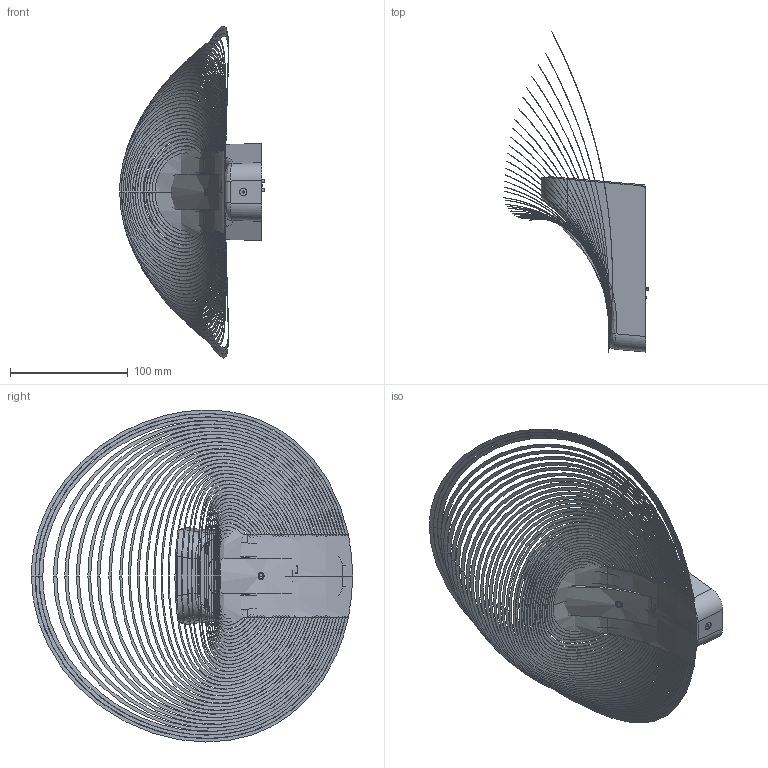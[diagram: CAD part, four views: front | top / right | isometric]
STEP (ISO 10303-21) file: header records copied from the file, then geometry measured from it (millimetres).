
FILE_DESCRIPTION((''),'2;1');
FILE_NAME('D8201100_ASSIEME_ASM','2024-09-03T17:09:15',('GabrieleColombo'),(''),'CREO PARAMETRIC BY PTC INC, 2023494','CREO PARAMETRIC BY PTC INC, 2023494','');
FILE_SCHEMA(('CONFIG_CONTROL_DESIGN'));
Products named in the file (38): D8207100_CORPO-LAMPADA; 01TYA59Y05-1; 01TYA59Y05-2; BJB_HOLDER_47_319_2013_ASM; TAPE-TERMICO-2024; LED_SLM_1208_L15_2024_G7_927; VITE_TCC_M3X6_ZINC; D8207101_STAFFA-NEW; OCCH_M3_FAST_GV_50; ROND_DENT_M3_ZINC; VITE_TCTT_M3X6_ZINC; D8207108_ISOLATORE; MORSETTIERA_PA35_3P; 860100505313_VITE-TCC_M2_5X12; PASSACAVO-STEAB-6203-10; FAST_63_GV_400_UL; VITE_TCC_M3X30_ZINC; D8206101_STAFFA-DRIVER_ASM; D8207103_VETRO-COPERTURA; DIST_ESA_M3X5_MF; D8207105_COPERTURA_MET-2; ROND-MINIPLAST-IMPERDIB-3_2X6X1; D8207104_COPERTURA_MET-1; VITE_TSC_M3X8_ZINC; VITE_TSC_M3X16; VITE_TCC_M4X10_ZINC; D8207102_DIFFUSORE-LEGNO; D8207106_STAFFA-DIFF; D8206103_DIFFUSORE_ASM; 850801200320_TERM_FASTON_M; 860600100113_RONDELLA_M4_ZINC; DADO_AUTOBL_UNI_7473_M4_ZINC; D8207110_VITE_RIB; ROND_DENT_M4_ZINC; VITE_TCC_M4X5_ZINC; DADO-ESAG-M4-ZINC; D8207125_CAVO-LED-CONN_ASM; D8201100_ASSIEME_ASM
Assembly tree (45 placements, depth 3):
  D8201100_ASSIEME_ASM
    D8207100_CORPO-LAMPADA
    BJB_HOLDER_47_319_2013_ASM
      01TYA59Y05-1  x2
      01TYA59Y05-2
    TAPE-TERMICO-2024
    LED_SLM_1208_L15_2024_G7_927
    VITE_TCC_M3X6_ZINC  x2
    D8206101_STAFFA-DRIVER_ASM
      D8207101_STAFFA-NEW
      OCCH_M3_FAST_GV_50
      ROND_DENT_M3_ZINC  x2
      VITE_TCTT_M3X6_ZINC
      D8207108_ISOLATORE
      MORSETTIERA_PA35_3P
      860100505313_VITE-TCC_M2_5X12  x2
      PASSACAVO-STEAB-6203-10
      FAST_63_GV_400_UL
      VITE_TCC_M3X30_ZINC
    D8207103_VETRO-COPERTURA
    DIST_ESA_M3X5_MF  x2
    D8207105_COPERTURA_MET-2
    ROND-MINIPLAST-IMPERDIB-3_2X6X1  x2
    D8207104_COPERTURA_MET-1
    VITE_TSC_M3X8_ZINC  x2
    VITE_TSC_M3X16
    VITE_TCC_M4X10_ZINC
    D8206103_DIFFUSORE_ASM
      D8207102_DIFFUSORE-LEGNO
      D8207106_STAFFA-DIFF
    850801200320_TERM_FASTON_M
    860600100113_RONDELLA_M4_ZINC  x2
    DADO_AUTOBL_UNI_7473_M4_ZINC
    D8207110_VITE_RIB
    ROND_DENT_M4_ZINC
    VITE_TCC_M4X5_ZINC
    DADO-ESAG-M4-ZINC
    D8207125_CAVO-LED-CONN_ASM
Bounding box: 122.81 x 272.79 x 282 mm (x, y, z)
Volume: 176407.7 mm3; surface area: 190550.8 mm2
Topology: 46 solids, 145 shells, 3082 faces, 8334 edges, 5524 vertices
Faces by surface type: plane 1977, cylinder 696, bspline 228, cone 86, extrusion 33, torus 32, sphere 30
Entity records: 112238 total; most frequent: CARTESIAN_POINT 42775, ORIENTED_EDGE 14682, DIRECTION 13268, EDGE_CURVE 7537, VECTOR 5068, LINE 5035, VERTEX_POINT 5006, AXIS2_PLACEMENT_3D 4100
